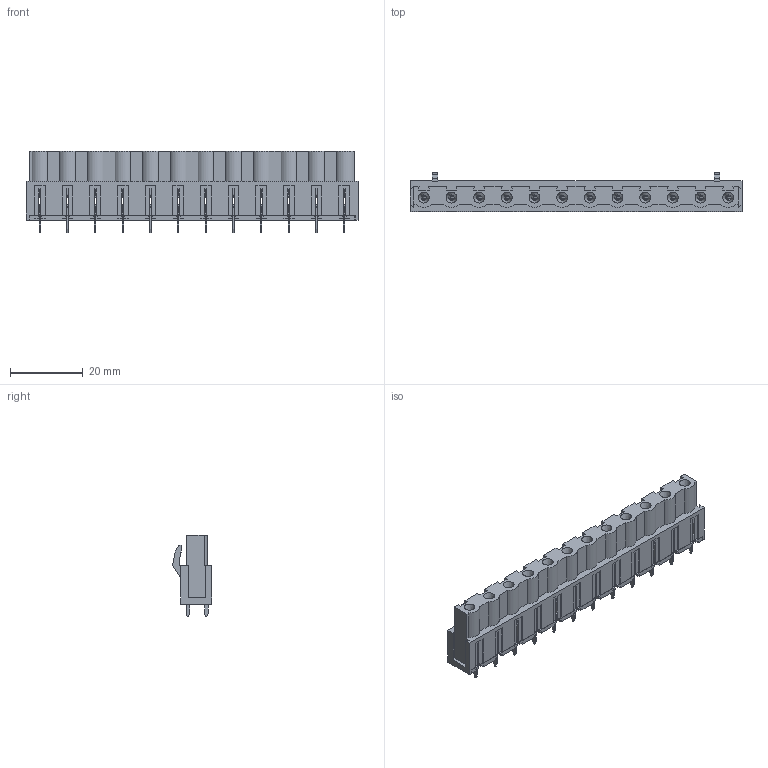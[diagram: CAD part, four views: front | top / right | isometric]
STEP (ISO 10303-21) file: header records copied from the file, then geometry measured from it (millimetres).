
FILE_DESCRIPTION( ( 'Unknown' ), '1' );
FILE_NAME( '691307400012.stp', 'Unknown', ( 'Unknown' ), ( 'Unknown' ), 'PSStep 18.0.17', 'Unknown', ' ' );
FILE_SCHEMA( ( 'AUTOMOTIVE_DESIGN { 1 0 10303 214 1 1 1 1 }' ) );
Length unit declared in the file: millimetre
Products named in the file (4): Assem1; 6913074000xx_PIN; 691307400012; 691307400012_CAPOT
Assembly tree (14 placements, depth 2):
  Assem1
    6913074000xx_PIN  x12
    691307400012
    691307400012_CAPOT
Bounding box: 91.42 x 10.75 x 22.5 mm (x, y, z)
Volume: 6779.7 mm3; surface area: 14948.6 mm2
Topology: 14 solids, 14 shells, 1864 faces, 5193 edges, 3345 vertices
Faces by surface type: plane 1324, cylinder 482, cone 34, sphere 24
Full cylindrical faces by diameter (mm): 0.9 x24
Entity records: 34025 total; most frequent: CARTESIAN_POINT 5077, ORIENTED_EDGE 4734, DIRECTION 4265, EDGE_CURVE 2367, LINE 2065, VECTOR 2065, VERTEX_POINT 1604, AXIS2_PLACEMENT_3D 1100
